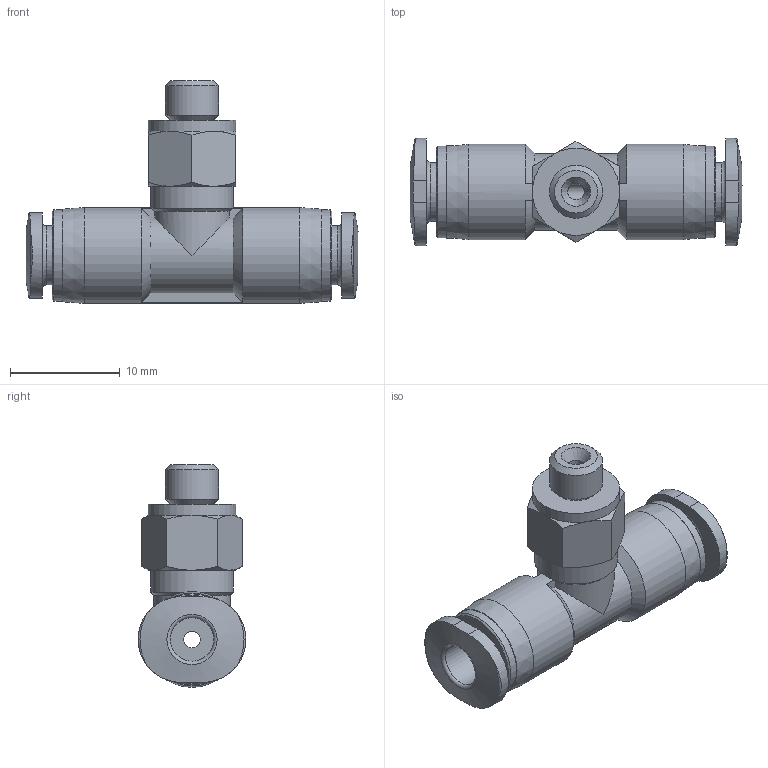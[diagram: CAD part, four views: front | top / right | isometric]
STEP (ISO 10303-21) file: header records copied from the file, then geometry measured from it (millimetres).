
FILE_DESCRIPTION(/* description */ ('STEP AP214'),/* implementation_level */ '2;1');
FILE_NAME(/* name */ '572289_QBMT-10-32-UNF-5_32-U',/* time_stamp */ '2024-09-14T03:40:07+02:00',/* author */ ('License CC BY-ND 4.0'),/* organization */ ('CADENAS'),/* preprocessor_version */ 'ST-DEVELOPER v19.3',/* originating_system */ 'PARTsolutions',/* authorisation */ ' ');
FILE_SCHEMA (('AUTOMOTIVE_DESIGN {1 0 10303 214 3 1 1}'));
Length unit declared in the file: millimetre
Products named in the file (1): 572289 QBMT-10-32-UNF-5/32-U
Bounding box: 30.2 x 9.8 x 20.25 mm (x, y, z)
Volume: 1729.3 mm3; surface area: 1747.6 mm2
Topology: 1 solids, 1 shells, 82 faces, 195 edges, 124 vertices
Faces by surface type: plane 27, cone 27, cylinder 20, torus 8
Full cylindrical faces by diameter (mm): 1.5 x2, 3.969 x2, 4.826 x1, 5.369 x2, 7.54 x1, 7.94 x1, 8.3 x2, 8.7 x1
Entity records: 2873 total; most frequent: CARTESIAN_POINT 555, DIRECTION 340, ORIENTED_EDGE 332, EDGE_CURVE 166, AXIS2_PLACEMENT_3D 153, VERTEX_POINT 120, EDGE_LOOP 120, FACE_BOUND 120
